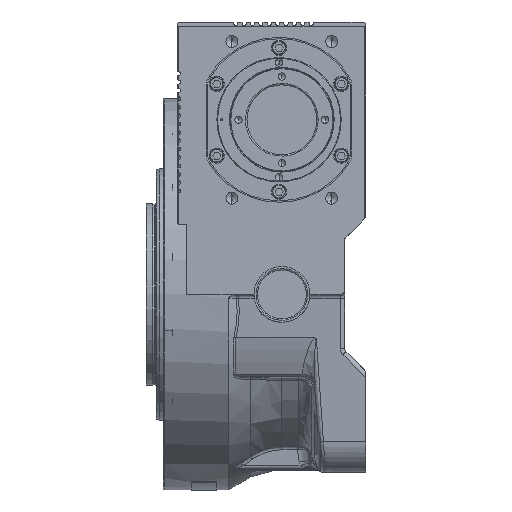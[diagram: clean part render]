
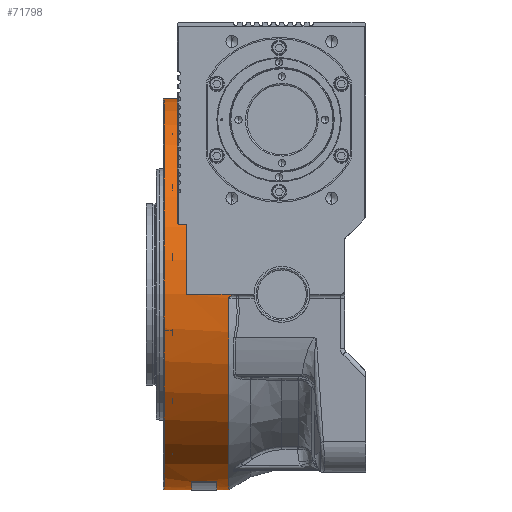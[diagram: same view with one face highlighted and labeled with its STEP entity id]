
A CAD part, left-side view. The second image highlights one B-rep face of the part: STEP entity #71798.
In plain terms, the highlighted cylindrical face has radius 140 mm (diameter 280 mm), a partial arc.
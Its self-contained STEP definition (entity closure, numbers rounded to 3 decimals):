
#8 = EDGE_CURVE ( 'NONE', #28425, #27830, #71313, .T. ) ;
#191 = EDGE_CURVE ( 'NONE', #69135, #17213, #59841, .T. ) ;
#857 = DIRECTION ( 'NONE',  ( 0., -1., 0. ) ) ;
#968 = CARTESIAN_POINT ( 'NONE',  ( -140., 68., 0. ) ) ;
#974 = AXIS2_PLACEMENT_3D ( 'NONE', #15015, #80130, #94537 ) ;
#1413 = AXIS2_PLACEMENT_3D ( 'NONE', #83990, #38997, #76337 ) ;
#2428 = LINE ( 'NONE', #66555, #58206 ) ;
#2648 = ORIENTED_EDGE ( 'NONE', *, *, #64838, .T. ) ;
#3172 = LINE ( 'NONE', #69200, #46163 ) ;
#4834 = CARTESIAN_POINT ( 'NONE',  ( -140., 32.656, 0. ) ) ;
#5297 = CARTESIAN_POINT ( 'NONE',  ( -139.995, 36.913, -1.231 ) ) ;
#6234 = CIRCLE ( 'NONE', #24554, 140. ) ;
#6390 = VERTEX_POINT ( 'NONE', #19786 ) ;
#9393 = ORIENTED_EDGE ( 'NONE', *, *, #75112, .F. ) ;
#10545 = CIRCLE ( 'NONE', #1413, 140. ) ;
#10941 = EDGE_CURVE ( 'NONE', #17213, #63061, #18725, .T. ) ;
#11031 = CARTESIAN_POINT ( 'NONE',  ( -139.991, 37.37, -1.618 ) ) ;
#12063 = CARTESIAN_POINT ( 'NONE',  ( -39.598, 64.5, -134.283 ) ) ;
#14481 = DIRECTION ( 'NONE',  ( 0., 1., 0. ) ) ;
#15015 = CARTESIAN_POINT ( 'NONE',  ( 0., 55., 0. ) ) ;
#15810 = DIRECTION ( 'NONE',  ( 0., 1., 0. ) ) ;
#17213 = VERTEX_POINT ( 'NONE', #63988 ) ;
#17323 = VERTEX_POINT ( 'NONE', #58665 ) ;
#18581 = VERTEX_POINT ( 'NONE', #57274 ) ;
#18725 = B_SPLINE_CURVE_WITH_KNOTS ( 'NONE', 3,
 ( #19141, #84770, #55080, #78052, #70392, #25413, #70864, #11031, #91033, #5297, #55537, #54610, #63189, #26348, #47919, #48390, #77587, #32622, #4834, #33996 ),
 .UNSPECIFIED., .F., .F.,
 ( 4, 2, 2, 2, 2, 2, 2, 2, 2, 4 ),
 ( 0., 0., 0.001, 0.001, 0.002, 0.003, 0.004, 0.005, 0.005, 0.007 ),
 .UNSPECIFIED. ) ;
#19141 = CARTESIAN_POINT ( 'NONE',  ( -139.969, 38., -2.945 ) ) ;
#19786 = CARTESIAN_POINT ( 'NONE',  ( 0., 68., 140. ) ) ;
#22862 = CARTESIAN_POINT ( 'NONE',  ( 0., 55., -140. ) ) ;
#22874 = VECTOR ( 'NONE', #51596, 1000. ) ;
#23022 = EDGE_CURVE ( 'NONE', #53573, #63061, #2428, .T. ) ;
#23981 = EDGE_LOOP ( 'NONE', ( #44966, #31654, #37956, #67536, #58227, #94443, #2648, #9393, #46773, #32932, #63982 ) ) ;
#24554 = AXIS2_PLACEMENT_3D ( 'NONE', #81897, #15810, #66563 ) ;
#24740 = AXIS2_PLACEMENT_3D ( 'NONE', #90730, #67263, #25107 ) ;
#25107 = DIRECTION ( 'NONE',  ( 0., 0., 1. ) ) ;
#25413 = CARTESIAN_POINT ( 'NONE',  ( -139.986, 37.666, -1.961 ) ) ;
#25497 = VERTEX_POINT ( 'NONE', #93988 ) ;
#26348 = CARTESIAN_POINT ( 'NONE',  ( -139.999, 35.291, -0.468 ) ) ;
#27195 = VECTOR ( 'NONE', #14481, 1000. ) ;
#27830 = VERTEX_POINT ( 'NONE', #12063 ) ;
#28039 = CARTESIAN_POINT ( 'NONE',  ( 0., 64.5, 0. ) ) ;
#28425 = VERTEX_POINT ( 'NONE', #88042 ) ;
#30545 = LINE ( 'NONE', #22862, #22874 ) ;
#31654 = ORIENTED_EDGE ( 'NONE', *, *, #191, .T. ) ;
#32622 = CARTESIAN_POINT ( 'NONE',  ( -140., 33.249, -0.044 ) ) ;
#32932 = ORIENTED_EDGE ( 'NONE', *, *, #74369, .T. ) ;
#33750 = DIRECTION ( 'NONE',  ( 0., 1., 0. ) ) ;
#33996 = CARTESIAN_POINT ( 'NONE',  ( -140., 32.056, 0. ) ) ;
#36090 = CYLINDRICAL_SURFACE ( 'NONE', #974, 140. ) ;
#37956 = ORIENTED_EDGE ( 'NONE', *, *, #10941, .T. ) ;
#38502 = CARTESIAN_POINT ( 'NONE',  ( 0., 84.2, -140. ) ) ;
#38997 = DIRECTION ( 'NONE',  ( 0., -1., 0. ) ) ;
#42400 = DIRECTION ( 'NONE',  ( 0., 0., 1. ) ) ;
#42758 = DIRECTION ( 'NONE',  ( 0., -1., 0. ) ) ;
#44966 = ORIENTED_EDGE ( 'NONE', *, *, #48844, .F. ) ;
#46163 = VECTOR ( 'NONE', #33750, 1000. ) ;
#46773 = ORIENTED_EDGE ( 'NONE', *, *, #8, .T. ) ;
#47919 = CARTESIAN_POINT ( 'NONE',  ( -139.999, 35.002, -0.382 ) ) ;
#48390 = CARTESIAN_POINT ( 'NONE',  ( -140., 34.422, -0.239 ) ) ;
#48844 = EDGE_CURVE ( 'NONE', #69135, #25497, #30545, .T. ) ;
#51569 = VERTEX_POINT ( 'NONE', #38502 ) ;
#51596 = DIRECTION ( 'NONE',  ( 0., 1., 0. ) ) ;
#53154 = DIRECTION ( 'NONE',  ( 0., -1., 0. ) ) ;
#53573 = VERTEX_POINT ( 'NONE', #968 ) ;
#54610 = CARTESIAN_POINT ( 'NONE',  ( -139.998, 36.127, -0.79 ) ) ;
#54687 = EDGE_CURVE ( 'NONE', #18581, #25497, #79840, .T. ) ;
#55080 = CARTESIAN_POINT ( 'NONE',  ( -139.975, 37.976, -2.645 ) ) ;
#55537 = CARTESIAN_POINT ( 'NONE',  ( -139.996, 36.656, -1.069 ) ) ;
#57274 = CARTESIAN_POINT ( 'NONE',  ( -39.598, 46.5, -134.283 ) ) ;
#58206 = VECTOR ( 'NONE', #53154, 1000. ) ;
#58227 = ORIENTED_EDGE ( 'NONE', *, *, #80080, .T. ) ;
#58665 = CARTESIAN_POINT ( 'NONE',  ( 0., 84.2, 140. ) ) ;
#59841 = CIRCLE ( 'NONE', #24740, 140. ) ;
#59956 = AXIS2_PLACEMENT_3D ( 'NONE', #70091, #42758, #71025 ) ;
#60579 = AXIS2_PLACEMENT_3D ( 'NONE', #28039, #78779, #42400 ) ;
#63061 = VERTEX_POINT ( 'NONE', #91009 ) ;
#63189 = CARTESIAN_POINT ( 'NONE',  ( -139.998, 35.853, -0.672 ) ) ;
#63982 = ORIENTED_EDGE ( 'NONE', *, *, #54687, .T. ) ;
#63988 = CARTESIAN_POINT ( 'NONE',  ( -139.969, 38., -2.945 ) ) ;
#64838 = EDGE_CURVE ( 'NONE', #17323, #51569, #10545, .T. ) ;
#65708 = CARTESIAN_POINT ( 'NONE',  ( 0., 55., -140. ) ) ;
#66555 = CARTESIAN_POINT ( 'NONE',  ( -140., -60., 0. ) ) ;
#66563 = DIRECTION ( 'NONE',  ( 0., 0., 1. ) ) ;
#67263 = DIRECTION ( 'NONE',  ( 0., 1., 0. ) ) ;
#67536 = ORIENTED_EDGE ( 'NONE', *, *, #23022, .F. ) ;
#69135 = VERTEX_POINT ( 'NONE', #82872 ) ;
#69200 = CARTESIAN_POINT ( 'NONE',  ( 0., 55., 140. ) ) ;
#70091 = CARTESIAN_POINT ( 'NONE',  ( 0., 46.5, 0. ) ) ;
#70392 = CARTESIAN_POINT ( 'NONE',  ( -139.982, 37.823, -2.217 ) ) ;
#70864 = CARTESIAN_POINT ( 'NONE',  ( -139.988, 37.573, -1.84 ) ) ;
#71025 = DIRECTION ( 'NONE',  ( 0., 0., 1. ) ) ;
#71313 = CIRCLE ( 'NONE', #60579, 140. ) ;
#71798 = ADVANCED_FACE ( 'NONE', ( #80615 ), #36090, .T. ) ;
#74369 = EDGE_CURVE ( 'NONE', #27830, #18581, #80306, .T. ) ;
#75112 = EDGE_CURVE ( 'NONE', #28425, #51569, #80071, .T. ) ;
#76337 = DIRECTION ( 'NONE',  ( 0., 0., 1. ) ) ;
#77572 = VECTOR ( 'NONE', #857, 1000. ) ;
#77587 = CARTESIAN_POINT ( 'NONE',  ( -140., 34.13, -0.181 ) ) ;
#78052 = CARTESIAN_POINT ( 'NONE',  ( -139.98, 37.888, -2.355 ) ) ;
#78779 = DIRECTION ( 'NONE',  ( 0., 1., 0. ) ) ;
#79840 = CIRCLE ( 'NONE', #59956, 140. ) ;
#80071 = LINE ( 'NONE', #65708, #27195 ) ;
#80080 = EDGE_CURVE ( 'NONE', #53573, #6390, #6234, .T. ) ;
#80130 = DIRECTION ( 'NONE',  ( 0., 1., 0. ) ) ;
#80306 = LINE ( 'NONE', #87986, #77572 ) ;
#80615 = FACE_OUTER_BOUND ( 'NONE', #23981, .T. ) ;
#81813 = EDGE_CURVE ( 'NONE', #6390, #17323, #3172, .T. ) ;
#81897 = CARTESIAN_POINT ( 'NONE',  ( 0., 68., 0. ) ) ;
#82872 = CARTESIAN_POINT ( 'NONE',  ( 0., 38., -140. ) ) ;
#83990 = CARTESIAN_POINT ( 'NONE',  ( 0., 84.2, 0. ) ) ;
#84770 = CARTESIAN_POINT ( 'NONE',  ( -139.972, 38., -2.793 ) ) ;
#87986 = CARTESIAN_POINT ( 'NONE',  ( -39.598, 55., -134.283 ) ) ;
#88042 = CARTESIAN_POINT ( 'NONE',  ( 0., 64.5, -140. ) ) ;
#90730 = CARTESIAN_POINT ( 'NONE',  ( 0., 38., 0. ) ) ;
#91009 = CARTESIAN_POINT ( 'NONE',  ( -140., 32.056, 0. ) ) ;
#91033 = CARTESIAN_POINT ( 'NONE',  ( -139.992, 37.26, -1.516 ) ) ;
#93988 = CARTESIAN_POINT ( 'NONE',  ( 0., 46.5, -140. ) ) ;
#94443 = ORIENTED_EDGE ( 'NONE', *, *, #81813, .T. ) ;
#94537 = DIRECTION ( 'NONE',  ( 0., 0., 1. ) ) ;
